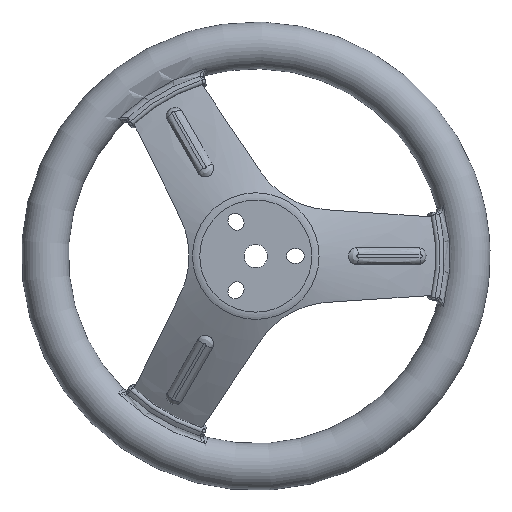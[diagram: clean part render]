
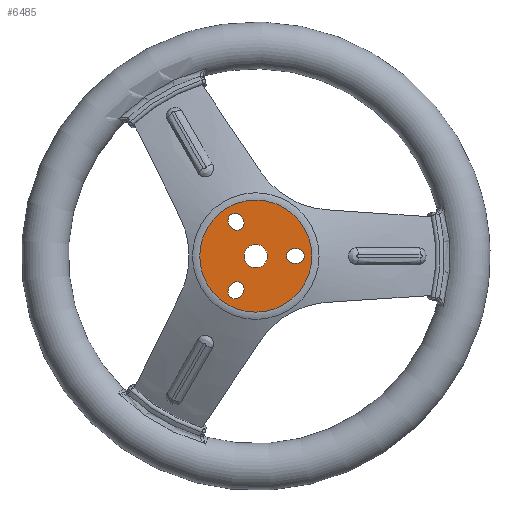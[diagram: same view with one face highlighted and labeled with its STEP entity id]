
A CAD part, top view. The second image highlights one B-rep face of the part: STEP entity #6485.
In plain terms, the highlighted planar face has unit normal (0, 0, 1).
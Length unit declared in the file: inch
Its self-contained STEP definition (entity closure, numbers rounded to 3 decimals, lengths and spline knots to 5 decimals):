
#78 = DIRECTION ( 'NONE',  ( 0., 0., -1. ) ) ;
#196 = VERTEX_POINT ( 'NONE', #10795 ) ;
#351 = CARTESIAN_POINT ( 'NONE',  ( 0., 0., 0.125 ) ) ;
#376 = CARTESIAN_POINT ( 'NONE',  ( 0.8125, -0.15625, 0.125 ) ) ;
#421 = CARTESIAN_POINT ( 'NONE',  ( -0.57282, 0.67965, 0.125 ) ) ;
#464 = VERTEX_POINT ( 'NONE', #1635 ) ;
#467 = ORIENTED_EDGE ( 'NONE', *, *, #3096, .T. ) ;
#473 = DIRECTION ( 'NONE',  ( -1., 0., 0. ) ) ;
#519 = LINE ( 'NONE', #12017, #10267 ) ;
#521 = DIRECTION ( 'NONE',  ( -0.5, 0.866, 0. ) ) ;
#654 = CARTESIAN_POINT ( 'NONE',  ( -0.27093, -0.78177, 0.125 ) ) ;
#726 = DIRECTION ( 'NONE',  ( 0., 0., -1. ) ) ;
#779 = ORIENTED_EDGE ( 'NONE', *, *, #5473, .T. ) ;
#1094 = CIRCLE ( 'NONE', #1424, 0.15625 ) ;
#1201 = CARTESIAN_POINT ( 'NONE',  ( -0.4375, -0.75777, 0.125 ) ) ;
#1245 = VECTOR ( 'NONE', #3200, 39.37008 ) ;
#1372 = CIRCLE ( 'NONE', #9473, 0.15625 ) ;
#1400 = ORIENTED_EDGE ( 'NONE', *, *, #2253, .T. ) ;
#1424 = AXIS2_PLACEMENT_3D ( 'NONE', #2296, #8898, #3216 ) ;
#1635 = CARTESIAN_POINT ( 'NONE',  ( -0.30218, 0.8359, 0.125 ) ) ;
#1860 = CARTESIAN_POINT ( 'NONE',  ( 0.8125, 0.15625, 0.125 ) ) ;
#1893 = CARTESIAN_POINT ( 'NONE',  ( 0.8125, 0.15625, 0.125 ) ) ;
#1991 = FACE_OUTER_BOUND ( 'NONE', #3139, .T. ) ;
#2143 = CARTESIAN_POINT ( 'NONE',  ( -0.27093, 0.78177, 0.125 ) ) ;
#2161 = DIRECTION ( 'NONE',  ( 0.5, -0.866, 0. ) ) ;
#2248 = VERTEX_POINT ( 'NONE', #9022 ) ;
#2253 = EDGE_CURVE ( 'NONE', #8174, #464, #1372, .T. ) ;
#2296 = CARTESIAN_POINT ( 'NONE',  ( 0.875, 0., 0.125 ) ) ;
#2685 = VERTEX_POINT ( 'NONE', #3226 ) ;
#2732 = EDGE_CURVE ( 'NONE', #2685, #2685, #11844, .T. ) ;
#2838 = EDGE_LOOP ( 'NONE', ( #779, #6090, #467, #1400 ) ) ;
#3044 = AXIS2_PLACEMENT_3D ( 'NONE', #11027, #5369, #11973 ) ;
#3096 = EDGE_CURVE ( 'NONE', #11573, #8174, #8427, .T. ) ;
#3129 = EDGE_LOOP ( 'NONE', ( #5241, #11227, #5752, #6644 ) ) ;
#3135 = VERTEX_POINT ( 'NONE', #10909 ) ;
#3139 = EDGE_LOOP ( 'NONE', ( #10242 ) ) ;
#3140 = EDGE_CURVE ( 'NONE', #8155, #6170, #10660, .T. ) ;
#3200 = DIRECTION ( 'NONE',  ( -1., 0., 0. ) ) ;
#3208 = AXIS2_PLACEMENT_3D ( 'NONE', #6382, #726, #7324 ) ;
#3216 = DIRECTION ( 'NONE',  ( 0.5, 0.866, 0. ) ) ;
#3226 = CARTESIAN_POINT ( 'NONE',  ( -0.25, 0., 0.125 ) ) ;
#3261 = EDGE_CURVE ( 'NONE', #196, #196, #5625, .T. ) ;
#3284 = CIRCLE ( 'NONE', #5839, 0.15625 ) ;
#3391 = CARTESIAN_POINT ( 'NONE',  ( 0.8125, 0., 0.125 ) ) ;
#3402 = VECTOR ( 'NONE', #521, 39.37008 ) ;
#3414 = CARTESIAN_POINT ( 'NONE',  ( -0.4375, 0.75777, 0.125 ) ) ;
#3494 = CARTESIAN_POINT ( 'NONE',  ( -0.27093, -0.78177, 0.125 ) ) ;
#3535 = EDGE_CURVE ( 'NONE', #6170, #4255, #7251, .T. ) ;
#3589 = CARTESIAN_POINT ( 'NONE',  ( 0.875, -0.15625, 0.125 ) ) ;
#3685 = AXIS2_PLACEMENT_3D ( 'NONE', #1201, #7795, #2161 ) ;
#3746 = LINE ( 'NONE', #376, #1245 ) ;
#4227 = PLANE ( 'NONE',  #5428 ) ;
#4255 = VERTEX_POINT ( 'NONE', #3494 ) ;
#4296 = CIRCLE ( 'NONE', #3208, 0.15625 ) ;
#4309 = CARTESIAN_POINT ( 'NONE',  ( -0.54157, -0.62552, 0.125 ) ) ;
#4364 = DIRECTION ( 'NONE',  ( 0.5, 0.866, 0. ) ) ;
#4381 = DIRECTION ( 'NONE',  ( -1., 0., 0. ) ) ;
#4391 = DIRECTION ( 'NONE',  ( 0., 0., -1. ) ) ;
#4469 = ORIENTED_EDGE ( 'NONE', *, *, #2732, .T. ) ;
#4493 = FACE_BOUND ( 'NONE', #2838, .T. ) ;
#4504 = DIRECTION ( 'NONE',  ( 0.5, -0.866, 0. ) ) ;
#4572 = EDGE_CURVE ( 'NONE', #4255, #2248, #11827, .T. ) ;
#4614 = EDGE_CURVE ( 'NONE', #11268, #11573, #4296, .T. ) ;
#4620 = CIRCLE ( 'NONE', #3685, 0.15625 ) ;
#5241 = ORIENTED_EDGE ( 'NONE', *, *, #3140, .T. ) ;
#5369 = DIRECTION ( 'NONE',  ( 0., 0., -1. ) ) ;
#5428 = AXIS2_PLACEMENT_3D ( 'NONE', #351, #6133, #473 ) ;
#5473 = EDGE_CURVE ( 'NONE', #464, #11268, #519, .T. ) ;
#5495 = VERTEX_POINT ( 'NONE', #3589 ) ;
#5625 = CIRCLE ( 'NONE', #8340, 1.19616 ) ;
#5723 = CARTESIAN_POINT ( 'NONE',  ( 0., 0., 0.125 ) ) ;
#5752 = ORIENTED_EDGE ( 'NONE', *, *, #4572, .T. ) ;
#5839 = AXIS2_PLACEMENT_3D ( 'NONE', #3391, #10019, #4364 ) ;
#6090 = ORIENTED_EDGE ( 'NONE', *, *, #4614, .T. ) ;
#6133 = DIRECTION ( 'NONE',  ( 0., 0., -1. ) ) ;
#6170 = VERTEX_POINT ( 'NONE', #10151 ) ;
#6382 = CARTESIAN_POINT ( 'NONE',  ( -0.40625, 0.70365, 0.125 ) ) ;
#6410 = LINE ( 'NONE', #1860, #11116 ) ;
#6485 = ADVANCED_FACE ( 'NONE', ( #12023, #7013, #7604, #4493, #1991 ), #4227, .F. ) ;
#6644 = ORIENTED_EDGE ( 'NONE', *, *, #9201, .T. ) ;
#6672 = DIRECTION ( 'NONE',  ( -1., 0., 0. ) ) ;
#6852 = ORIENTED_EDGE ( 'NONE', *, *, #7681, .T. ) ;
#6993 = EDGE_CURVE ( 'NONE', #3135, #5495, #1094, .T. ) ;
#7013 = FACE_BOUND ( 'NONE', #3129, .T. ) ;
#7026 = CARTESIAN_POINT ( 'NONE',  ( -0.57282, -0.67965, 0.125 ) ) ;
#7117 = CARTESIAN_POINT ( 'NONE',  ( -0.54157, 0.62552, 0.125 ) ) ;
#7251 = CIRCLE ( 'NONE', #3044, 0.15625 ) ;
#7324 = DIRECTION ( 'NONE',  ( -1., 0., 0. ) ) ;
#7497 = DIRECTION ( 'NONE',  ( 1., 0., 0. ) ) ;
#7604 = FACE_BOUND ( 'NONE', #12007, .T. ) ;
#7681 = EDGE_CURVE ( 'NONE', #5495, #10131, #3746, .T. ) ;
#7795 = DIRECTION ( 'NONE',  ( 0., 0., -1. ) ) ;
#8128 = VECTOR ( 'NONE', #11867, 39.37008 ) ;
#8139 = DIRECTION ( 'NONE',  ( -0.5, -0.866, 0. ) ) ;
#8155 = VERTEX_POINT ( 'NONE', #7026 ) ;
#8174 = VERTEX_POINT ( 'NONE', #421 ) ;
#8340 = AXIS2_PLACEMENT_3D ( 'NONE', #10051, #4391, #10997 ) ;
#8427 = LINE ( 'NONE', #7117, #3402 ) ;
#8476 = CARTESIAN_POINT ( 'NONE',  ( -0.54157, 0.62552, 0.125 ) ) ;
#8485 = EDGE_CURVE ( 'NONE', #9592, #3135, #6410, .T. ) ;
#8720 = EDGE_CURVE ( 'NONE', #10131, #9592, #3284, .T. ) ;
#8898 = DIRECTION ( 'NONE',  ( 0., 0., -1. ) ) ;
#8994 = CARTESIAN_POINT ( 'NONE',  ( 0.8125, -0.15625, 0.125 ) ) ;
#9022 = CARTESIAN_POINT ( 'NONE',  ( -0.30218, -0.8359, 0.125 ) ) ;
#9201 = EDGE_CURVE ( 'NONE', #2248, #8155, #4620, .T. ) ;
#9237 = AXIS2_PLACEMENT_3D ( 'NONE', #5723, #78, #6672 ) ;
#9473 = AXIS2_PLACEMENT_3D ( 'NONE', #3414, #10041, #4381 ) ;
#9592 = VERTEX_POINT ( 'NONE', #1893 ) ;
#9634 = VECTOR ( 'NONE', #8139, 39.37008 ) ;
#10019 = DIRECTION ( 'NONE',  ( 0., 0., -1. ) ) ;
#10041 = DIRECTION ( 'NONE',  ( 0., 0., -1. ) ) ;
#10051 = CARTESIAN_POINT ( 'NONE',  ( 0., 0., 0.125 ) ) ;
#10131 = VERTEX_POINT ( 'NONE', #8994 ) ;
#10151 = CARTESIAN_POINT ( 'NONE',  ( -0.54157, -0.62552, 0.125 ) ) ;
#10172 = ORIENTED_EDGE ( 'NONE', *, *, #8485, .T. ) ;
#10242 = ORIENTED_EDGE ( 'NONE', *, *, #3261, .F. ) ;
#10267 = VECTOR ( 'NONE', #4504, 39.37008 ) ;
#10660 = LINE ( 'NONE', #4309, #8128 ) ;
#10688 = EDGE_LOOP ( 'NONE', ( #4469 ) ) ;
#10795 = CARTESIAN_POINT ( 'NONE',  ( -1.19616, 0., 0.125 ) ) ;
#10909 = CARTESIAN_POINT ( 'NONE',  ( 0.875, 0.15625, 0.125 ) ) ;
#10997 = DIRECTION ( 'NONE',  ( -1., 0., 0. ) ) ;
#11027 = CARTESIAN_POINT ( 'NONE',  ( -0.40625, -0.70365, 0.125 ) ) ;
#11116 = VECTOR ( 'NONE', #7497, 39.37008 ) ;
#11227 = ORIENTED_EDGE ( 'NONE', *, *, #3535, .T. ) ;
#11268 = VERTEX_POINT ( 'NONE', #2143 ) ;
#11573 = VERTEX_POINT ( 'NONE', #8476 ) ;
#11827 = LINE ( 'NONE', #654, #9634 ) ;
#11844 = CIRCLE ( 'NONE', #9237, 0.25 ) ;
#11867 = DIRECTION ( 'NONE',  ( 0.5, 0.866, 0. ) ) ;
#11973 = DIRECTION ( 'NONE',  ( 0.5, -0.866, 0. ) ) ;
#12007 = EDGE_LOOP ( 'NONE', ( #6852, #12139, #10172, #12077 ) ) ;
#12017 = CARTESIAN_POINT ( 'NONE',  ( -0.27093, 0.78177, 0.125 ) ) ;
#12023 = FACE_BOUND ( 'NONE', #10688, .T. ) ;
#12077 = ORIENTED_EDGE ( 'NONE', *, *, #6993, .T. ) ;
#12139 = ORIENTED_EDGE ( 'NONE', *, *, #8720, .T. ) ;
